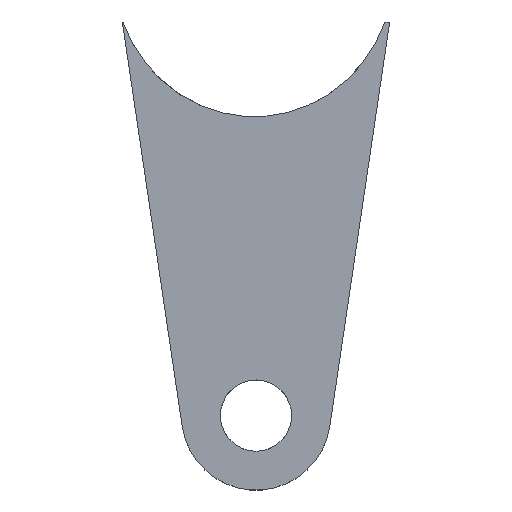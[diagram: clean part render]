
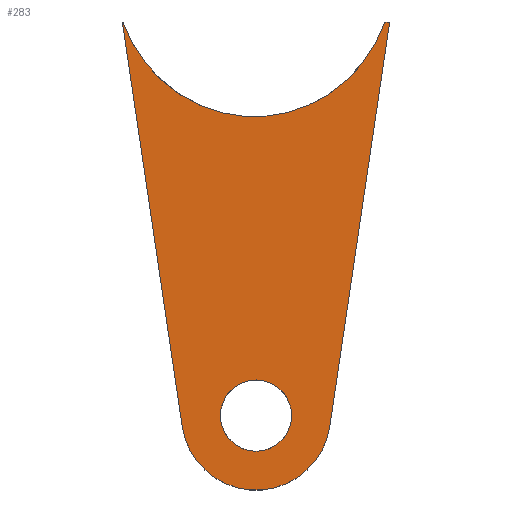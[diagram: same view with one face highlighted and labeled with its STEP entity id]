
A CAD part, top view. The second image highlights one B-rep face of the part: STEP entity #283.
In plain terms, the highlighted planar face has unit normal (0, 0, 1).
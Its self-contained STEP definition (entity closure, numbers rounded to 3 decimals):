
#61=CARTESIAN_POINT('Vertex',(-12.,35.351,-10.)) ;
#77=CARTESIAN_POINT('Vertex',(-6.628,-0.98,-10.)) ;
#80=CARTESIAN_POINT('Line Origine',(-9.314,17.185,-10.)) ;
#108=CARTESIAN_POINT('Vertex',(6.628,-0.98,-10.)) ;
#111=CARTESIAN_POINT('Axis2P3D Location',(0.,0.,-10.)) ;
#139=CARTESIAN_POINT('Vertex',(12.,35.351,-10.)) ;
#142=CARTESIAN_POINT('Line Origine',(9.314,17.185,-10.)) ;
#163=CARTESIAN_POINT('Vertex',(11.559,35.351,-10.)) ;
#168=CARTESIAN_POINT('Line Origine',(11.78,35.351,-10.)) ;
#215=CARTESIAN_POINT('Vertex',(0.801,26.883,-10.)) ;
#219=CARTESIAN_POINT('Control Point',(11.559,35.351,-10.)) ;
#220=CARTESIAN_POINT('Control Point',(10.611,32.612,-10.)) ;
#221=CARTESIAN_POINT('Control Point',(8.909,30.136,-10.)) ;
#222=CARTESIAN_POINT('Control Point',(6.514,28.202,-10.)) ;
#223=CARTESIAN_POINT('Control Point',(3.69,27.11,-10.)) ;
#224=CARTESIAN_POINT('Control Point',(0.801,26.883,-10.)) ;
#233=CARTESIAN_POINT('Axis2P3D Location',(0.,0.,-10.)) ;
#238=CARTESIAN_POINT('Line Origine',(-11.972,35.351,-10.)) ;
#242=CARTESIAN_POINT('Vertex',(-11.944,35.351,-10.)) ;
#246=CARTESIAN_POINT('Control Point',(-11.944,35.351,-10.)) ;
#247=CARTESIAN_POINT('Control Point',(-11.39,33.799,-10.)) ;
#248=CARTESIAN_POINT('Control Point',(-10.595,32.332,-10.)) ;
#249=CARTESIAN_POINT('Control Point',(-9.574,31.002,-10.)) ;
#250=CARTESIAN_POINT('Control Point',(-7.142,28.721,-10.)) ;
#251=CARTESIAN_POINT('Control Point',(-4.111,27.334,-10.)) ;
#252=CARTESIAN_POINT('Control Point',(-2.494,26.903,-10.)) ;
#253=CARTESIAN_POINT('Control Point',(-0.836,26.754,-10.)) ;
#254=CARTESIAN_POINT('Control Point',(0.801,26.883,-10.)) ;
#265=CARTESIAN_POINT('Axis2P3D Location',(0.,0.,-10.)) ;
#269=CARTESIAN_POINT('Vertex',(3.2,0.,-10.)) ;
#271=CARTESIAN_POINT('Vertex',(-3.2,0.,-10.)) ;
#274=CARTESIAN_POINT('Axis2P3D Location',(0.,0.,-10.)) ;
#81=DIRECTION('Vector Direction',(0.146,-0.989,0.)) ;
#112=DIRECTION('Axis2P3D Direction',(0.,0.,1.)) ;
#143=DIRECTION('Vector Direction',(-0.146,-0.989,0.)) ;
#169=DIRECTION('Vector Direction',(1.,0.,0.)) ;
#234=DIRECTION('Axis2P3D Direction',(0.,0.,1.)) ;
#235=DIRECTION('Axis2P3D XDirection',(1.,0.,0.)) ;
#239=DIRECTION('Vector Direction',(1.,0.,0.)) ;
#266=DIRECTION('Axis2P3D Direction',(0.,0.,1.)) ;
#275=DIRECTION('Axis2P3D Direction',(0.,0.,1.)) ;
#113=AXIS2_PLACEMENT_3D('Circle Axis2P3D',#111,#112,$) ;
#236=AXIS2_PLACEMENT_3D('Plane Axis2P3D',#233,#234,#235) ;
#267=AXIS2_PLACEMENT_3D('Circle Axis2P3D',#265,#266,$) ;
#276=AXIS2_PLACEMENT_3D('Circle Axis2P3D',#274,#275,$) ;
#257=ORIENTED_EDGE('',*,*,#244,.F.) ;
#258=ORIENTED_EDGE('',*,*,#84,.T.) ;
#259=ORIENTED_EDGE('',*,*,#115,.T.) ;
#260=ORIENTED_EDGE('',*,*,#146,.T.) ;
#261=ORIENTED_EDGE('',*,*,#172,.F.) ;
#262=ORIENTED_EDGE('',*,*,#225,.T.) ;
#263=ORIENTED_EDGE('',*,*,#255,.F.) ;
#280=ORIENTED_EDGE('',*,*,#273,.F.) ;
#281=ORIENTED_EDGE('',*,*,#278,.F.) ;
#282=FACE_BOUND('',#279,.T.) ;
#82=VECTOR('Line Direction',#81,1.) ;
#144=VECTOR('Line Direction',#143,1.) ;
#170=VECTOR('Line Direction',#169,1.) ;
#240=VECTOR('Line Direction',#239,1.) ;
#283=ADVANCED_FACE('Corps principal',(#264,#282),#237,.T.) ;
#218=B_SPLINE_CURVE_WITH_KNOTS('',5,(#219,#220,#221,#222,#223,#224),.UNSPECIFIED.,.F.,.U.,(6,6),(0.,25.099),.UNSPECIFIED.) ;
#245=B_SPLINE_CURVE_WITH_KNOTS('',5,(#246,#247,#248,#249,#250,#251,#252,#253,#254),.UNSPECIFIED.,.F.,.U.,(6,3,6),(0.,14.273,28.492),.UNSPECIFIED.) ;
#114=CIRCLE('generated circle',#113,6.7) ;
#268=CIRCLE('generated circle',#267,3.2) ;
#277=CIRCLE('generated circle',#276,3.2) ;
#84=EDGE_CURVE('',#62,#78,#83,.T.) ;
#115=EDGE_CURVE('',#78,#109,#114,.T.) ;
#146=EDGE_CURVE('',#109,#140,#145,.F.) ;
#172=EDGE_CURVE('',#164,#140,#171,.T.) ;
#225=EDGE_CURVE('',#164,#216,#218,.T.) ;
#244=EDGE_CURVE('',#62,#243,#241,.T.) ;
#255=EDGE_CURVE('',#243,#216,#245,.T.) ;
#273=EDGE_CURVE('',#270,#272,#268,.T.) ;
#278=EDGE_CURVE('',#272,#270,#277,.T.) ;
#256=EDGE_LOOP('',(#257,#258,#259,#260,#261,#262,#263)) ;
#279=EDGE_LOOP('',(#280,#281)) ;
#264=FACE_OUTER_BOUND('',#256,.T.) ;
#83=LINE('Line',#80,#82) ;
#145=LINE('Line',#142,#144) ;
#171=LINE('Line',#168,#170) ;
#241=LINE('Line',#238,#240) ;
#237=PLANE('Plane',#236) ;
#62=VERTEX_POINT('',#61) ;
#78=VERTEX_POINT('',#77) ;
#109=VERTEX_POINT('',#108) ;
#140=VERTEX_POINT('',#139) ;
#164=VERTEX_POINT('',#163) ;
#216=VERTEX_POINT('',#215) ;
#243=VERTEX_POINT('',#242) ;
#270=VERTEX_POINT('',#269) ;
#272=VERTEX_POINT('',#271) ;
